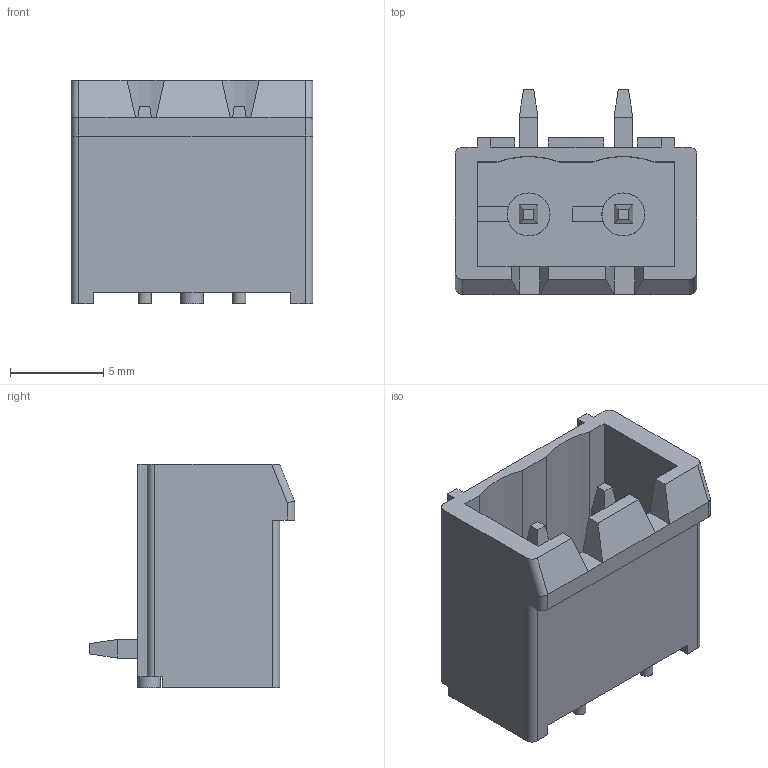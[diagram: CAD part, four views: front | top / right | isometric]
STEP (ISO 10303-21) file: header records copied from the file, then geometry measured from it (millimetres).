
FILE_DESCRIPTION( ( 'Unknown' ), '1' );
FILE_NAME( '691701540002B.stp', 'Unknown', ( 'Quentin LAIDEBEUR' ), ( 'WE' ), 'PSStep 15.0.49', 'Sample-box', ' ' );
FILE_SCHEMA( ( 'AUTOMOTIVE_DESIGN { 1 0 10303 214 1 1 1 1 }' ) );
Length unit declared in the file: millimetre
Products named in the file (3): Assem1; 02; 6917015400xxB_PIN
Assembly tree (3 placements, depth 2):
  Assem1
    02
    6917015400xxB_PIN  x2
Bounding box: 12.96 x 11 x 12 mm (x, y, z)
Volume: 503.4 mm3; surface area: 1297.6 mm2
Topology: 3 solids, 3 shells, 141 faces, 378 edges, 242 vertices
Faces by surface type: plane 122, cylinder 19
Full cylindrical faces by diameter (mm): 0.7 x2, 1.2 x1, 2.3 x2
Entity records: 4819 total; most frequent: CARTESIAN_POINT 668, ORIENTED_EDGE 656, DIRECTION 621, EDGE_CURVE 328, LINE 289, VECTOR 289, VERTEX_POINT 213, AXIS2_PLACEMENT_3D 166
